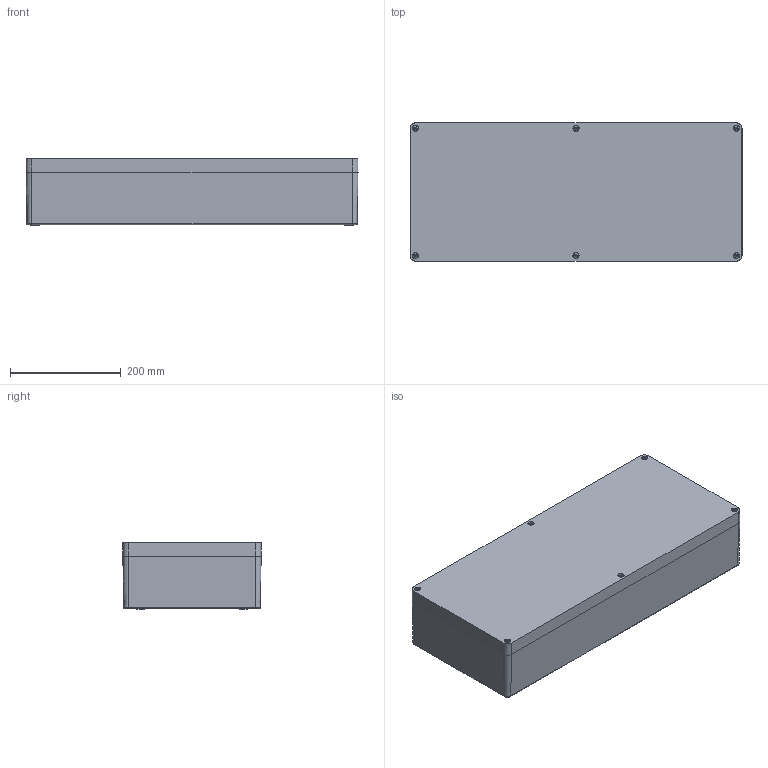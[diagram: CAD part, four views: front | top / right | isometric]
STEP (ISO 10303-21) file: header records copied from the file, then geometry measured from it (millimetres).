
FILE_DESCRIPTION(('CATIA V5R24 STEP','CAx-IF Rec.Pracs.--- Model Styling and Organization---1.2---2011-12-15'),'2;1');
FILE_NAME ('010931-5_2', '2018-04-27T08:37:21+00:00', ('Weidmueller Interface'), ('Weidmueller'), 'CATIA Version 5-6 Release 2014 SP4 HF52', 'CATIA V5 STEP AP214', 'none');
FILE_SCHEMA(('AUTOMOTIVE_DESIGN { 1 0 10303 214 1 1 1 1 }'));
Length unit declared in the file: millimetre
Products named in the file (1): KLIPPON_POK_256012_EX
Bounding box: 600 x 250 x 121 mm (x, y, z)
Volume: 3063494 mm3; surface area: 1039233 mm2
Topology: 9 solids, 9 shells, 975 faces, 2326 edges, 1372 vertices
Faces by surface type: plane 399, cone 270, cylinder 150, torus 120, sphere 36
Entity records: 27581 total; most frequent: CARTESIAN_POINT 6922, ORIENTED_EDGE 4568, DIRECTION 3371, EDGE_CURVE 2284, AXIS2_PLACEMENT_3D 1685, VERTEX_POINT 1372, EDGE_LOOP 1042, ADVANCED_FACE 975
